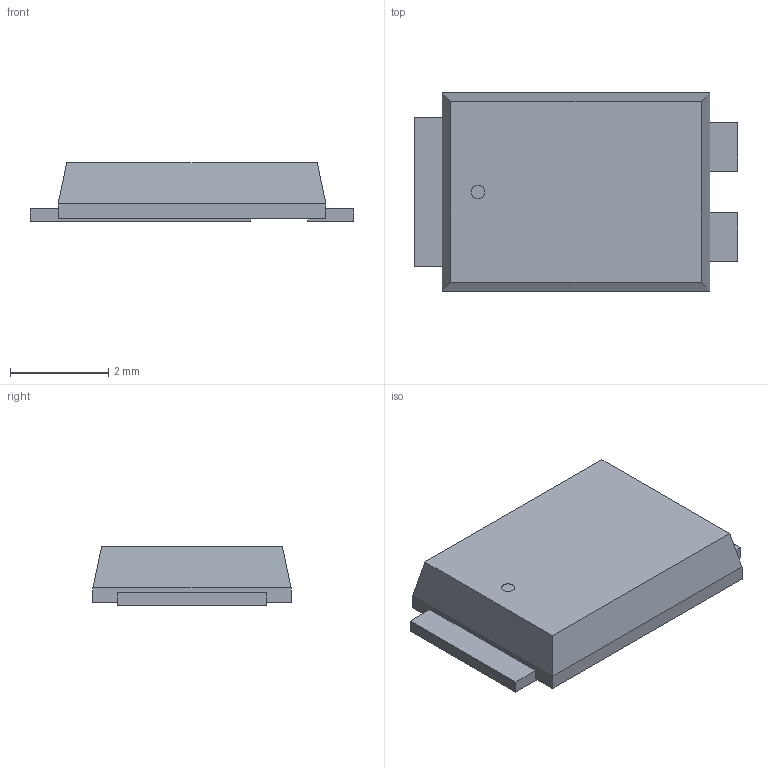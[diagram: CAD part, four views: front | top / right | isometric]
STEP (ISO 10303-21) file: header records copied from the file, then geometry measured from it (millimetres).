
FILE_DESCRIPTION(('FreeCAD Model'),'2;1');
FILE_NAME('Open CASCADE Shape Model','2023-04-18T10:36:36',( 'kicad StepUp'),('ksu MCAD'),'Open CASCADE STEP processor 7.6', 'FreeCAD','Unknown');
FILE_SCHEMA(('AUTOMOTIVE_DESIGN { 1 0 10303 214 1 1 1 1 }'));
Length unit declared in the file: millimetre
Products named in the file (1): PDS760-13_PowerDI5
Bounding box: 6.6 x 4.04 x 1.2 mm (x, y, z)
Volume: 25.2 mm3; surface area: 97.5 mm2
Topology: 5 solids, 5 shells, 37 faces, 77 edges, 50 vertices
Faces by surface type: plane 36, cylinder 1
Full cylindrical faces by diameter (mm): 0.273 x1
Entity records: 1271 total; most frequent: CARTESIAN_POINT 166, DIRECTION 154, ORIENTED_EDGE 154, EDGE_CURVE 77, LINE 74, VECTOR 74, VERTEX_POINT 50, PRESENTATION_STYLE_ASSIGNMENT 42
